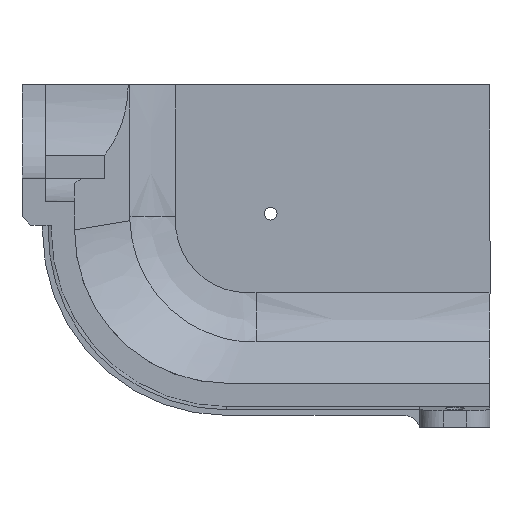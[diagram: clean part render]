
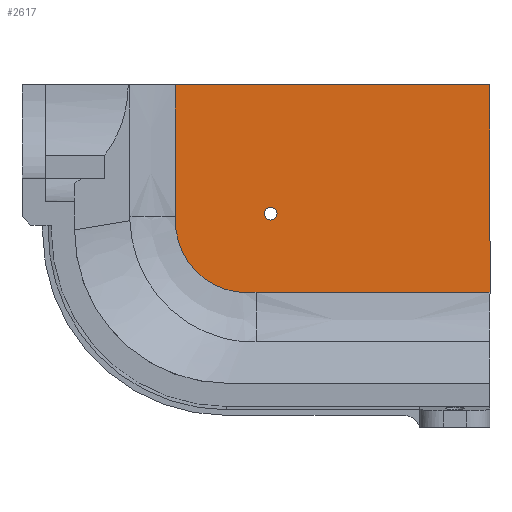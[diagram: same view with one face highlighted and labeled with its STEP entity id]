
A CAD part, front view. The second image highlights one B-rep face of the part: STEP entity #2617.
In plain terms, the highlighted planar face has unit normal (0, -1, 0).
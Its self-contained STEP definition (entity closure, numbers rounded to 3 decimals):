
#33 = CARTESIAN_POINT ( 'NONE',  ( -49.589, 56., -32.507 ) ) ;
#55 = CARTESIAN_POINT ( 'NONE',  ( -43.125, 56., -35.405 ) ) ;
#70 = CARTESIAN_POINT ( 'NONE',  ( -53.748, 56., -24.296 ) ) ;
#83 = CARTESIAN_POINT ( 'NONE',  ( -46.175, 56., -34.645 ) ) ;
#109 = CARTESIAN_POINT ( 'NONE',  ( -53.787, 56., 0. ) ) ;
#226 = DIRECTION ( 'NONE',  ( 0., 0., -1. ) ) ;
#243 = ORIENTED_EDGE ( 'NONE', *, *, #445, .F. ) ;
#246 = CARTESIAN_POINT ( 'NONE',  ( -53.787, 56., -22.5 ) ) ;
#312 = CARTESIAN_POINT ( 'NONE',  ( -42.458, 56., -35.457 ) ) ;
#355 = CARTESIAN_POINT ( 'NONE',  ( -53.787, 56., -22.5 ) ) ;
#374 = VERTEX_POINT ( 'NONE', #1819 ) ;
#419 = VERTEX_POINT ( 'NONE', #109 ) ;
#422 = ORIENTED_EDGE ( 'NONE', *, *, #1855, .F. ) ;
#433 = ORIENTED_EDGE ( 'NONE', *, *, #661, .F. ) ;
#445 = EDGE_CURVE ( 'NONE', #2770, #1131, #2287, .T. ) ;
#509 = CARTESIAN_POINT ( 'NONE',  ( -40., 56., -35.474 ) ) ;
#521 = CARTESIAN_POINT ( 'NONE',  ( -53.787, 56., -7.833 ) ) ;
#528 = EDGE_CURVE ( 'NONE', #374, #2833, #977, .T. ) ;
#537 = CARTESIAN_POINT ( 'NONE',  ( -50.24, 56., -31.893 ) ) ;
#661 = EDGE_CURVE ( 'NONE', #419, #2770, #1188, .T. ) ;
#763 = AXIS2_PLACEMENT_3D ( 'NONE', #1052, #782, #1797 ) ;
#780 = CARTESIAN_POINT ( 'NONE',  ( -40., 56., -35.474 ) ) ;
#782 = DIRECTION ( 'NONE',  ( 0., -1., 0. ) ) ;
#792 = PLANE ( 'NONE',  #1093 ) ;
#835 = CARTESIAN_POINT ( 'NONE',  ( -46.99, 56., -34.277 ) ) ;
#932 = EDGE_CURVE ( 'NONE', #1131, #2168, #2644, .T. ) ;
#977 = CIRCLE ( 'NONE', #763, 1.1 ) ;
#986 = CARTESIAN_POINT ( 'NONE',  ( -53.787, 56., 0. ) ) ;
#1028 = CARTESIAN_POINT ( 'NONE',  ( -48.525, 56., -33.34 ) ) ;
#1033 = CARTESIAN_POINT ( 'NONE',  ( -53.787, 56., -15.167 ) ) ;
#1050 = CARTESIAN_POINT ( 'NONE',  ( -41.789, 56., -35.477 ) ) ;
#1052 = CARTESIAN_POINT ( 'NONE',  ( -37.5, 56., -22. ) ) ;
#1066 = CARTESIAN_POINT ( 'NONE',  ( -44.885, 56., -35.057 ) ) ;
#1081 = CARTESIAN_POINT ( 'NONE',  ( -40.447, 56., -35.474 ) ) ;
#1093 = AXIS2_PLACEMENT_3D ( 'NONE', #2347, #2103, #3075 ) ;
#1131 = VERTEX_POINT ( 'NONE', #3045 ) ;
#1188 = LINE ( 'NONE', #3239, #2034 ) ;
#1224 = CARTESIAN_POINT ( 'NONE',  ( -37.5, 56., -22. ) ) ;
#1273 = CARTESIAN_POINT ( 'NONE',  ( -53.787, 56., -22.5 ) ) ;
#1284 = EDGE_CURVE ( 'NONE', #2695, #419, #2202, .T. ) ;
#1294 = CARTESIAN_POINT ( 'NONE',  ( -53.462, 56., -26.061 ) ) ;
#1312 = CARTESIAN_POINT ( 'NONE',  ( -53.558, 56., -25.623 ) ) ;
#1326 = CARTESIAN_POINT ( 'NONE',  ( -43.566, 56., -35.344 ) ) ;
#1479 = EDGE_CURVE ( 'NONE', #2168, #2695, #2828, .T. ) ;
#1521 = CARTESIAN_POINT ( 'NONE',  ( -53.787, 56., -0.167 ) ) ;
#1547 = FACE_BOUND ( 'NONE', #2982, .T. ) ;
#1673 = DIRECTION ( 'NONE',  ( 1., 0., 0. ) ) ;
#1693 = DIRECTION ( 'NONE',  ( 0., -1., 0. ) ) ;
#1794 = CARTESIAN_POINT ( 'NONE',  ( -40.895, 56., -35.474 ) ) ;
#1797 = DIRECTION ( 'NONE',  ( 0., 0., -1. ) ) ;
#1819 = CARTESIAN_POINT ( 'NONE',  ( -37.5, 56., -20.9 ) ) ;
#1830 = AXIS2_PLACEMENT_3D ( 'NONE', #1224, #1693, #226 ) ;
#1846 = CARTESIAN_POINT ( 'NONE',  ( -53.787, 56., -23.4 ) ) ;
#1855 = EDGE_CURVE ( 'NONE', #2833, #374, #2612, .T. ) ;
#1869 = CARTESIAN_POINT ( 'NONE',  ( -37.5, 56., -23.1 ) ) ;
#2024 = CARTESIAN_POINT ( 'NONE',  ( -42.236, 56., -35.468 ) ) ;
#2034 = VECTOR ( 'NONE', #1673, 1000. ) ;
#2042 = CARTESIAN_POINT ( 'NONE',  ( -53.078, 56., -27.362 ) ) ;
#2044 = CARTESIAN_POINT ( 'NONE',  ( -53.787, 56., -0.5 ) ) ;
#2065 = CARTESIAN_POINT ( 'NONE',  ( 0., 56., 0. ) ) ;
#2075 = CARTESIAN_POINT ( 'NONE',  ( -52.163, 56., -29.403 ) ) ;
#2085 = FACE_OUTER_BOUND ( 'NONE', #2655, .T. ) ;
#2091 = CARTESIAN_POINT ( 'NONE',  ( -48.148, 56., -33.592 ) ) ;
#2103 = DIRECTION ( 'NONE',  ( 0., 1., 0. ) ) ;
#2168 = VERTEX_POINT ( 'NONE', #509 ) ;
#2185 = CARTESIAN_POINT ( 'NONE',  ( 0., 56., -35.474 ) ) ;
#2202 = B_SPLINE_CURVE_WITH_KNOTS ( 'NONE', 3,
 ( #246, #1033, #521, #2044, #2256, #1521, #986 ),
 .UNSPECIFIED., .F., .F.,
 ( 4, 3, 4 ),
 ( 0., 0.022, 0.022 ),
 .UNSPECIFIED. ) ;
#2256 = CARTESIAN_POINT ( 'NONE',  ( -53.787, 56., -0.333 ) ) ;
#2285 = CARTESIAN_POINT ( 'NONE',  ( -53.222, 56., -26.932 ) ) ;
#2287 = LINE ( 'NONE', #2526, #2707 ) ;
#2322 = CARTESIAN_POINT ( 'NONE',  ( -44.445, 56., -35.17 ) ) ;
#2336 = CARTESIAN_POINT ( 'NONE',  ( -51.404, 56., -30.524 ) ) ;
#2347 = CARTESIAN_POINT ( 'NONE',  ( -40., 56., 22.5 ) ) ;
#2526 = CARTESIAN_POINT ( 'NONE',  ( 0., 56., 22.5 ) ) ;
#2561 = CARTESIAN_POINT ( 'NONE',  ( -53.701, 56., -24.74 ) ) ;
#2576 = CARTESIAN_POINT ( 'NONE',  ( -53.783, 56., -23.625 ) ) ;
#2612 = CIRCLE ( 'NONE', #1830, 1.1 ) ;
#2617 = ADVANCED_FACE ( 'NONE', ( #1547, #2085 ), #792, .F. ) ;
#2644 = B_SPLINE_CURVE_WITH_KNOTS ( 'NONE', 3,
 ( #2185, #3180, #2701, #2928 ),
 .UNSPECIFIED., .F., .F.,
 ( 4, 4 ),
 ( 0.04, 0.08 ),
 .UNSPECIFIED. ) ;
#2655 = EDGE_LOOP ( 'NONE', ( #433, #2925, #3041, #2838, #243 ) ) ;
#2695 = VERTEX_POINT ( 'NONE', #355 ) ;
#2701 = CARTESIAN_POINT ( 'NONE',  ( -26.667, 56., -35.474 ) ) ;
#2707 = VECTOR ( 'NONE', #2825, 1000. ) ;
#2769 = CARTESIAN_POINT ( 'NONE',  ( -52.581, 56., -28.612 ) ) ;
#2770 = VERTEX_POINT ( 'NONE', #2065 ) ;
#2786 = CARTESIAN_POINT ( 'NONE',  ( -49.246, 56., -32.796 ) ) ;
#2825 = DIRECTION ( 'NONE',  ( 0., 0., -1. ) ) ;
#2828 = B_SPLINE_CURVE_WITH_KNOTS ( 'NONE', 3,
 ( #780, #1081, #1794, #3029, #1050, #2024, #312, #55, #1326, #2322, #1066, #83, #835, #2091, #1028, #2786, #33, #537, #3047, #3082, #2336, #2075, #2769, #2042, #2285, #1294, #1312, #2561, #70, #2576, #1846, #3063, #2837, #1273 ),
 .UNSPECIFIED., .F., .F.,
 ( 4, 2, 2, 2, 2, 2, 2, 2, 2, 2, 2, 2, 2, 2, 2, 2, 4 ),
 ( 0., 0.001, 0.002, 0.003, 0.004, 0.005, 0.008, 0.009, 0.011, 0.012, 0.013, 0.016, 0.017, 0.019, 0.02, 0.021, 0.021 ),
 .UNSPECIFIED. ) ;
#2833 = VERTEX_POINT ( 'NONE', #1869 ) ;
#2837 = CARTESIAN_POINT ( 'NONE',  ( -53.787, 56., -22.725 ) ) ;
#2838 = ORIENTED_EDGE ( 'NONE', *, *, #932, .F. ) ;
#2893 = ORIENTED_EDGE ( 'NONE', *, *, #528, .F. ) ;
#2925 = ORIENTED_EDGE ( 'NONE', *, *, #1284, .F. ) ;
#2928 = CARTESIAN_POINT ( 'NONE',  ( -40., 56., -35.474 ) ) ;
#2982 = EDGE_LOOP ( 'NONE', ( #422, #2893 ) ) ;
#3029 = CARTESIAN_POINT ( 'NONE',  ( -41.565, 56., -35.474 ) ) ;
#3041 = ORIENTED_EDGE ( 'NONE', *, *, #1479, .F. ) ;
#3045 = CARTESIAN_POINT ( 'NONE',  ( 0., 56., -35.474 ) ) ;
#3047 = CARTESIAN_POINT ( 'NONE',  ( -50.548, 56., -31.569 ) ) ;
#3063 = CARTESIAN_POINT ( 'NONE',  ( -53.787, 56., -22.95 ) ) ;
#3075 = DIRECTION ( 'NONE',  ( 0., 0., 1. ) ) ;
#3082 = CARTESIAN_POINT ( 'NONE',  ( -51.129, 56., -30.885 ) ) ;
#3180 = CARTESIAN_POINT ( 'NONE',  ( -13.333, 56., -35.474 ) ) ;
#3239 = CARTESIAN_POINT ( 'NONE',  ( -40., 56., 0. ) ) ;
